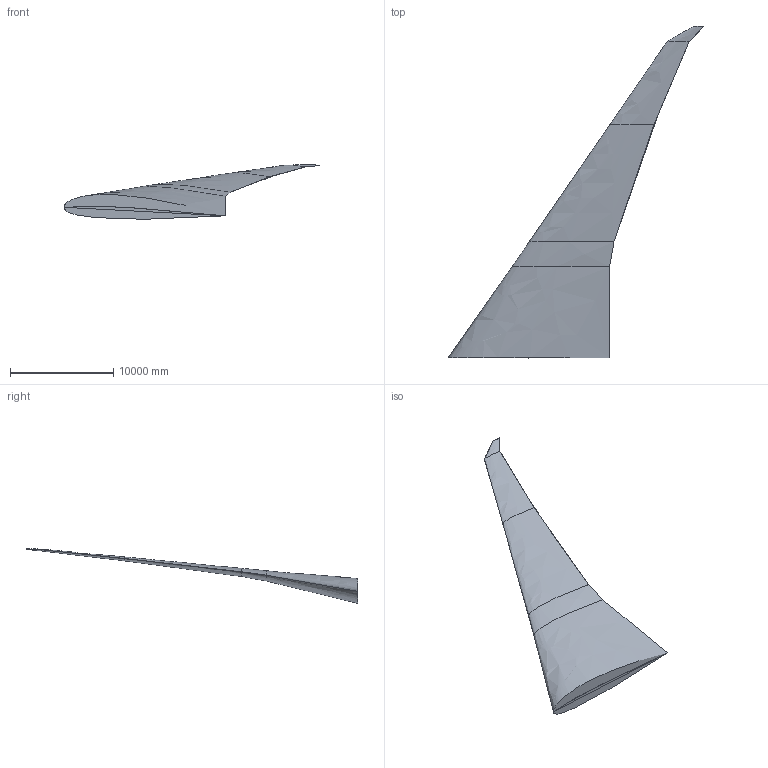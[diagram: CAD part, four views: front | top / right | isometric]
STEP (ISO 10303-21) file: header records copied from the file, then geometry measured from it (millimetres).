
FILE_DESCRIPTION((''),'1');
FILE_NAME('outfile.stp','2017-08-08T16:28:20',(''),(''),'','','');
FILE_SCHEMA(('CONFIG_CONTROL_DESIGN'));
Length unit declared in the file: foot
Bounding box: 24785.76 x 32199.76 x 5292.11 mm (x, y, z)
Surface area: 738174200.3 mm2 (no closed solid volume)
Topology: 0 solids, 0 shells, 29 faces, 98 edges, 76 vertices
Faces by surface type: bspline 29
Entity records: 2083 total; most frequent: CARTESIAN_POINT 2001, B_SPLINE_SURFACE_WITH_KNOTS 29, PERSON_AND_ORGANIZATION_ROLE 4, CC_DESIGN_PERSON_AND_ORGANIZATION_ASSIGNMENT 4, DIMENSIONAL_EXPONENTS 2, DIRECTION 2, DATE_TIME_ROLE 2, CC_DESIGN_DATE_AND_TIME_ASSIGNMENT 2
